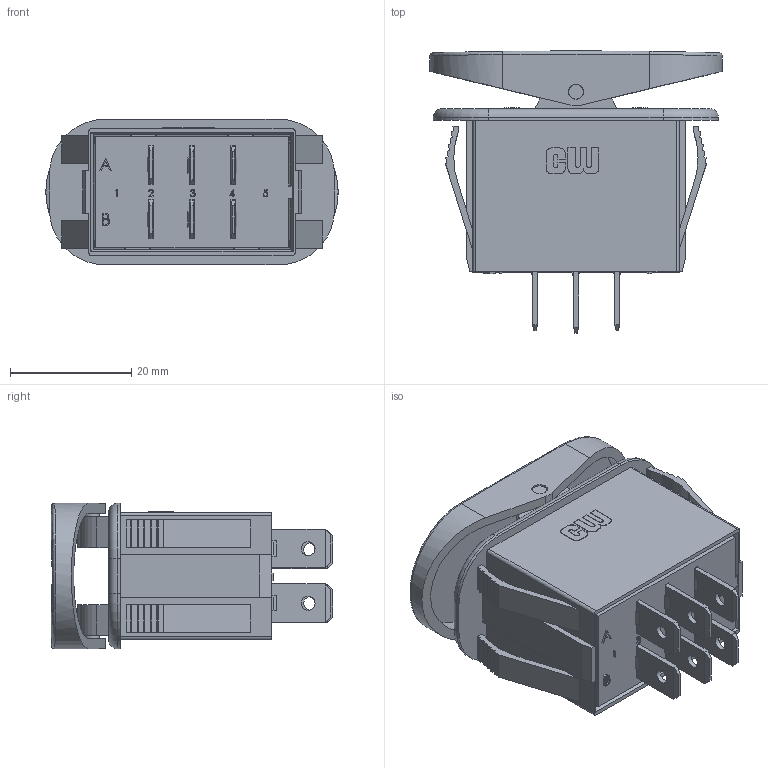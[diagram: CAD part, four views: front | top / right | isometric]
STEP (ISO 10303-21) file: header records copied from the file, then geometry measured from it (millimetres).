
FILE_DESCRIPTION(/* description */ (''),/* implementation_level */ '2;1');
FILE_NAME(/* name */ 'GRB271_3D Model.stp',/* time_stamp */ '2021-04-22T09:02:36-04:00',/* author */ ('dwiltbank'),/* organization */ (''),/* preprocessor_version */ 'ST-DEVELOPER v18.1',/* originating_system */ 'Autodesk Inventor 2020',/* authorisation */ '');
FILE_SCHEMA (('AUTOMOTIVE_DESIGN { 1 0 10303 214 3 1 1 }'));
Length unit declared in the file: inch
Products named in the file (1): GRB271_3d Model_Shrinkwrap_1
Bounding box: 48.18 x 46.48 x 24.01 mm (x, y, z)
Surface area: 13839.3 mm2 (no closed solid volume)
Topology: 0 solids, 10 shells, 444 faces, 1602 edges, 1170 vertices
Faces by surface type: plane 331, cylinder 55, bspline 40, torus 10, cone 8
Full cylindrical faces by diameter (mm): 2.286 x6, 2.413 x2, 2.54 x2, 3.81 x2
Entity records: 19573 total; most frequent: CARTESIAN_POINT 5740, ORIENTED_EDGE 2661, DIRECTION 2462, EDGE_CURVE 1598, LINE 1322, VECTOR 1322, VERTEX_POINT 1170, AXIS2_PLACEMENT_3D 570
